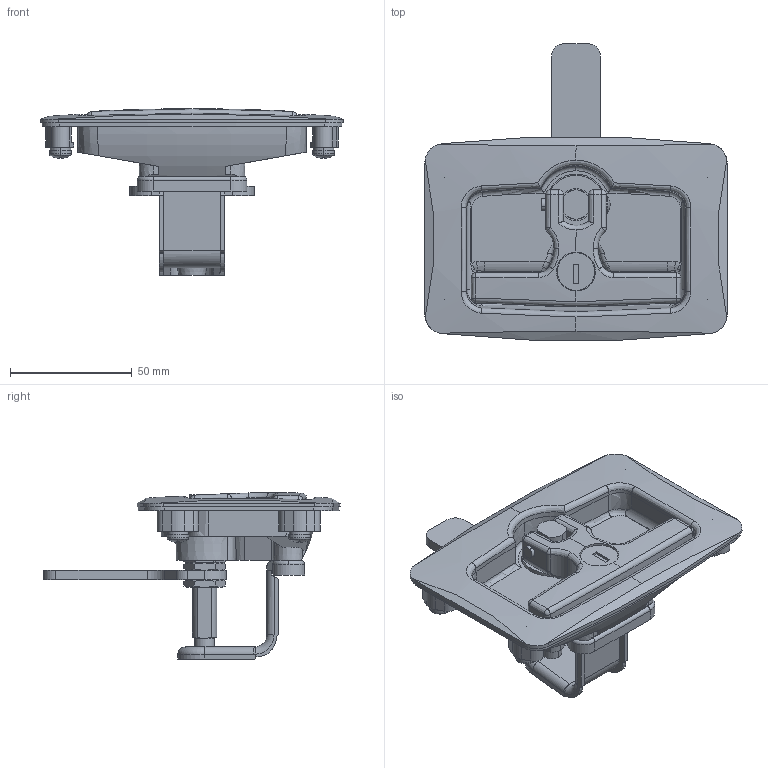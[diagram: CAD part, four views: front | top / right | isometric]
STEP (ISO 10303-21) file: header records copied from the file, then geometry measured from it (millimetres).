
FILE_DESCRIPTION (( 'STEP AP203' ), '1' );
FILE_NAME ('A-213N.STEP', '2020-11-18T01:39:51', ( '' ), ( '' ), 'SwSTEP 2.0', 'SolidWorks 2018', '' );
FILE_SCHEMA (( 'CONFIG_CONTROL_DESIGN' ));
Length unit declared in the file: millimetre
Products named in the file (16): A-213N_止め金__公開用; A-213N_ワッシャー_; A-213N_ハンドル; A-213N_シャフト__公開用; A-213N_オワンワッシャー__公開用; A-213N_本体_; A-213N; A-213N_儘乕僞乕__T儘乕僞乕; A-213N_パッキン_; A-213N_オワンワッシャー_; A-213N_固定金具__公開用; A-213N_六角ナット_; A-213N_十字穴付小ねじ_内径基準ver1.04__M4x8十字穴付なべ小ねじ(鉄)SWシングルセムス(P2); A-213N_十字穴付小ねじ_内径基準ver1.04__M5x10十字穴付なべ小ねじ(鉄)SWシングルセムス(P2); A-213N_平座金_; A-213N_ハンドルシャフト_
Assembly tree (21 placements, depth 3):
  A-213N
    A-213N_本体_
    A-213N_シャフト__公開用
    A-213N_ハンドル
    A-213N_パッキン_
    A-213N_ワッシャー_
    A-213N_六角ナット_  x3
    A-213N_止め金__公開用
    A-213N_固定金具__公開用
    A-213N_ハンドルシャフト_
    A-213N_十字穴付小ねじ_内径基準ver1.04__M4x8十字穴付なべ小ねじ(鉄)SWシングルセムス(P2)  x2
    A-213N_オワンワッシャー_  x4
      A-213N_オワンワッシャー__公開用
      A-213N_十字穴付小ねじ_内径基準ver1.04__M5x10十字穴付なべ小ねじ(鉄)SWシングルセムス(P2)
    A-213N_儘乕僞乕__T儘乕僞乕
    A-213N_平座金_
Bounding box: 124 x 121.66 x 68.25 mm (x, y, z)
Volume: 92977.4 mm3; surface area: 72262.1 mm2
Topology: 23 solids, 23 shells, 932 faces, 2350 edges, 1476 vertices
Faces by surface type: plane 358, cylinder 284, cone 126, bspline 82, torus 53, sphere 29
Entity records: 25747 total; most frequent: CARTESIAN_POINT 8523, ORIENTED_EDGE 3298, DIRECTION 3162, EDGE_CURVE 1649, AXIS2_PLACEMENT_3D 1252, VERTEX_POINT 1038, EDGE_LOOP 731, FACE_OUTER_BOUND 666
